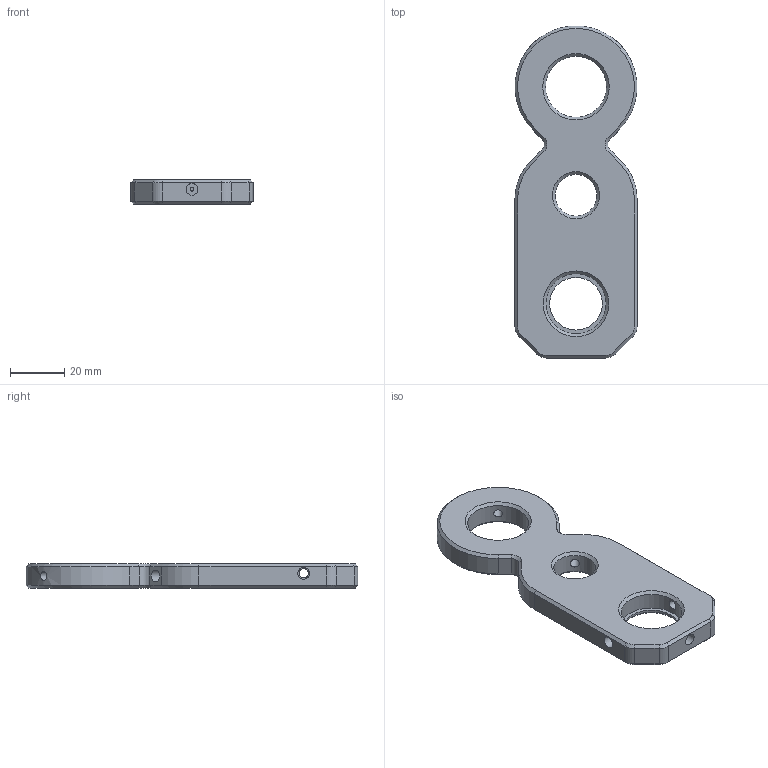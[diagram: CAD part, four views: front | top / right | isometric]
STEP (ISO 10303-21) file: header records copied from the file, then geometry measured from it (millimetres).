
FILE_DESCRIPTION(('FreeCAD Model'),'2;1');
FILE_NAME('Open CASCADE Shape Model','2025-06-05T22:40:16',('FreeCAD'),( 'FreeCAD'),'Open CASCADE STEP processor 7.7','FreeCAD','Unknown');
FILE_SCHEMA(('AUTOMOTIVE_DESIGN { 1 0 10303 214 1 1 1 1 }'));
Length unit declared in the file: millimetre
Products named in the file (1): Open CASCADE STEP translator 7.7 2
Bounding box: 45 x 122.41 x 9 mm (x, y, z)
Volume: 34049.7 mm3; surface area: 12758.2 mm2
Topology: 1 solids, 1 shells, 84 faces, 190 edges, 113 vertices
Faces by surface type: plane 35, cylinder 25, cone 24
Full cylindrical faces by diameter (mm): 1.4 x1, 3.2 x2, 3.4 x4, 4.4 x5, 15.4 x1, 19.4 x1, 22.2 x1, 22.5 x1
Entity records: 2925 total; most frequent: CARTESIAN_POINT 976, DIRECTION 413, ORIENTED_EDGE 380, EDGE_CURVE 190, AXIS2_PLACEMENT_3D 150, VERTEX_POINT 113, LINE 113, VECTOR 113
